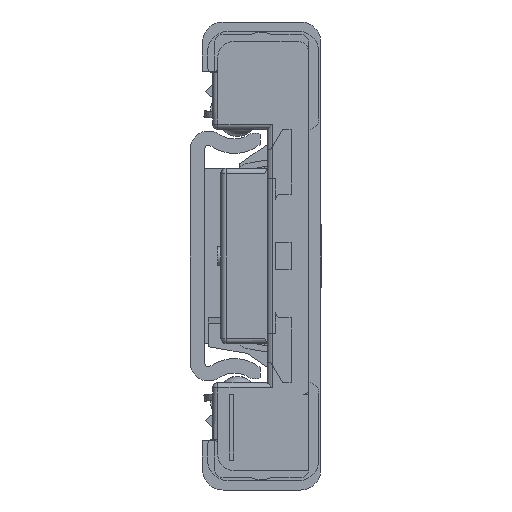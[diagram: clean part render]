
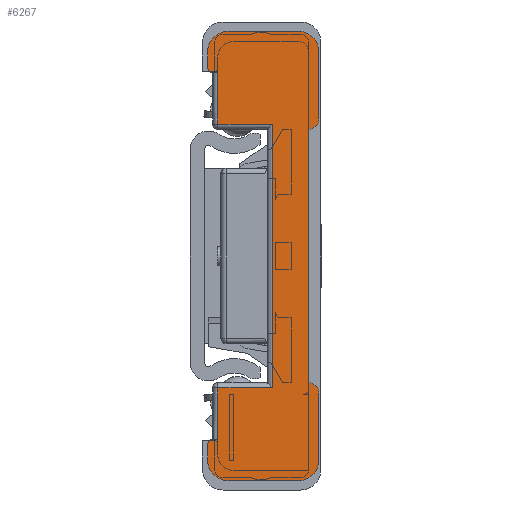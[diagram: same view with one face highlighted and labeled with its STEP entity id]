
A CAD part, front view. The second image highlights one B-rep face of the part: STEP entity #6267.
In plain terms, the highlighted planar face has unit normal (0, -1, 0).
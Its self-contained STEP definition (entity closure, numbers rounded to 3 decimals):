
#3804=DIRECTION('',(1.,0.,0.));
#3805=VECTOR('',#3804,5.5);
#3806=CARTESIAN_POINT('',(-18.3,0.,-4.15));
#3807=LINE('',#3806,#3805);
#3808=DIRECTION('',(1.,0.,0.));
#3809=VECTOR('',#3808,1.5);
#3810=CARTESIAN_POINT('',(-19.8,0.,-5.15));
#3811=LINE('',#3810,#3809);
#3812=CARTESIAN_POINT('',(-19.8,0.,-3.15));
#3813=DIRECTION('',(0.,-1.,0.));
#3814=DIRECTION('',(-1.,0.,0.));
#3815=AXIS2_PLACEMENT_3D('',#3812,#3813,#3814);
#3817=CARTESIAN_POINT('',(-19.8,0.,3.65));
#3818=DIRECTION('',(0.,-1.,0.));
#3819=DIRECTION('',(0.,0.,1.));
#3820=AXIS2_PLACEMENT_3D('',#3817,#3818,#3819);
#3822=DIRECTION('',(-1.,0.,0.));
#3823=VECTOR('',#3822,6.5);
#3824=CARTESIAN_POINT('',(-13.3,0.,5.65));
#3825=LINE('',#3824,#3823);
#3826=CARTESIAN_POINT('',(-13.3,0.,4.65));
#3827=DIRECTION('',(0.,-1.,0.));
#3828=DIRECTION('',(1.,0.,0.));
#3829=AXIS2_PLACEMENT_3D('',#3826,#3827,#3828);
#3831=DIRECTION('',(1.,0.,0.));
#3832=VECTOR('',#3831,24.6);
#3833=CARTESIAN_POINT('',(-12.3,0.,4.65));
#3834=LINE('',#3833,#3832);
#3835=CARTESIAN_POINT('',(13.3,0.,4.65));
#3836=DIRECTION('',(0.,-1.,0.));
#3837=DIRECTION('',(0.,0.,1.));
#3838=AXIS2_PLACEMENT_3D('',#3835,#3836,#3837);
#3840=DIRECTION('',(-1.,0.,0.));
#3841=VECTOR('',#3840,6.5);
#3842=CARTESIAN_POINT('',(19.8,0.,5.65));
#3843=LINE('',#3842,#3841);
#3844=CARTESIAN_POINT('',(19.8,0.,3.65));
#3845=DIRECTION('',(0.,-1.,0.));
#3846=DIRECTION('',(1.,0.,0.));
#3847=AXIS2_PLACEMENT_3D('',#3844,#3845,#3846);
#3849=CARTESIAN_POINT('',(19.8,0.,-3.15));
#3850=DIRECTION('',(0.,-1.,0.));
#3851=DIRECTION('',(0.,0.,-1.));
#3852=AXIS2_PLACEMENT_3D('',#3849,#3850,#3851);
#3854=DIRECTION('',(1.,0.,0.));
#3855=VECTOR('',#3854,1.5);
#3856=CARTESIAN_POINT('',(18.3,0.,-5.15));
#3857=LINE('',#3856,#3855);
#3858=DIRECTION('',(1.,0.,0.));
#3859=VECTOR('',#3858,5.5);
#3860=CARTESIAN_POINT('',(12.8,0.,-4.15));
#3861=LINE('',#3860,#3859);
#3862=DIRECTION('',(0.,0.,-1.));
#3863=VECTOR('',#3862,5.3);
#3864=CARTESIAN_POINT('',(12.8,0.,1.15));
#3865=LINE('',#3864,#3863);
#3866=DIRECTION('',(-1.,0.,0.));
#3867=VECTOR('',#3866,25.6);
#3868=CARTESIAN_POINT('',(12.8,0.,1.15));
#3869=LINE('',#3868,#3867);
#3870=DIRECTION('',(0.,0.,1.));
#3871=VECTOR('',#3870,5.3);
#3872=CARTESIAN_POINT('',(-12.8,0.,-4.15));
#3873=LINE('',#3872,#3871);
#3992=CARTESIAN_POINT('',(18.3,0.,-4.65));
#3993=DIRECTION('',(0.,-1.,0.));
#3994=DIRECTION('',(0.,0.,1.));
#3995=AXIS2_PLACEMENT_3D('',#3992,#3993,#3994);
#5049=CARTESIAN_POINT('',(-18.3,0.,-4.65));
#5050=DIRECTION('',(0.,-1.,0.));
#5051=DIRECTION('',(0.,0.,-1.));
#5052=AXIS2_PLACEMENT_3D('',#5049,#5050,#5051);
#5074=DIRECTION('',(0.,0.,-1.));
#5075=VECTOR('',#5074,6.8);
#5076=CARTESIAN_POINT('',(-21.8,0.,3.65));
#5077=LINE('',#5076,#5075);
#5660=DIRECTION('',(0.,0.,1.));
#5661=VECTOR('',#5660,6.8);
#5662=CARTESIAN_POINT('',(21.8,0.,-3.15));
#5663=LINE('',#5662,#5661);
#5950=CARTESIAN_POINT('',(19.8,0.,-5.15));
#5951=VERTEX_POINT('',#5950);
#5952=CARTESIAN_POINT('',(21.8,0.,-3.15));
#5953=VERTEX_POINT('',#5952);
#5958=CARTESIAN_POINT('',(-21.8,0.,-3.15));
#5959=VERTEX_POINT('',#5958);
#5960=CARTESIAN_POINT('',(-19.8,0.,-5.15));
#5961=VERTEX_POINT('',#5960);
#5966=CARTESIAN_POINT('',(-19.8,0.,5.65));
#5967=VERTEX_POINT('',#5966);
#5968=CARTESIAN_POINT('',(-21.8,0.,3.65));
#5969=VERTEX_POINT('',#5968);
#5974=CARTESIAN_POINT('',(21.8,0.,3.65));
#5975=VERTEX_POINT('',#5974);
#5976=CARTESIAN_POINT('',(19.8,0.,5.65));
#5977=VERTEX_POINT('',#5976);
#5982=CARTESIAN_POINT('',(13.3,0.,5.65));
#5983=VERTEX_POINT('',#5982);
#5984=CARTESIAN_POINT('',(12.3,0.,4.65));
#5985=VERTEX_POINT('',#5984);
#5990=CARTESIAN_POINT('',(-12.3,0.,4.65));
#5991=VERTEX_POINT('',#5990);
#5992=CARTESIAN_POINT('',(-13.3,0.,5.65));
#5993=VERTEX_POINT('',#5992);
#5998=CARTESIAN_POINT('',(-18.3,0.,-5.15));
#5999=VERTEX_POINT('',#5998);
#6004=CARTESIAN_POINT('',(18.3,0.,-5.15));
#6005=VERTEX_POINT('',#6004);
#6080=CARTESIAN_POINT('',(-18.3,0.,-4.15));
#6081=CARTESIAN_POINT('',(-12.8,0.,-4.15));
#6082=VERTEX_POINT('',#6080);
#6083=VERTEX_POINT('',#6081);
#6092=CARTESIAN_POINT('',(-12.8,0.,1.15));
#6093=VERTEX_POINT('',#6092);
#6094=CARTESIAN_POINT('',(12.8,0.,1.15));
#6095=VERTEX_POINT('',#6094);
#6102=CARTESIAN_POINT('',(12.8,0.,-4.15));
#6103=CARTESIAN_POINT('',(18.3,0.,-4.15));
#6104=VERTEX_POINT('',#6102);
#6105=VERTEX_POINT('',#6103);
#6220=CARTESIAN_POINT('',(0.,0.,0.));
#6221=DIRECTION('',(0.,1.,0.));
#6222=DIRECTION('',(1.,0.,0.));
#6223=AXIS2_PLACEMENT_3D('',#6220,#6221,#6222);
#6224=PLANE('',#6223);
#6226=ORIENTED_EDGE('',*,*,#6225,.F.);
#6228=ORIENTED_EDGE('',*,*,#6227,.F.);
#6230=ORIENTED_EDGE('',*,*,#6229,.F.);
#6232=ORIENTED_EDGE('',*,*,#6231,.F.);
#6234=ORIENTED_EDGE('',*,*,#6233,.F.);
#6236=ORIENTED_EDGE('',*,*,#6235,.F.);
#6238=ORIENTED_EDGE('',*,*,#6237,.F.);
#6240=ORIENTED_EDGE('',*,*,#6239,.F.);
#6242=ORIENTED_EDGE('',*,*,#6241,.T.);
#6244=ORIENTED_EDGE('',*,*,#6243,.F.);
#6246=ORIENTED_EDGE('',*,*,#6245,.F.);
#6248=ORIENTED_EDGE('',*,*,#6247,.F.);
#6250=ORIENTED_EDGE('',*,*,#6249,.F.);
#6252=ORIENTED_EDGE('',*,*,#6251,.F.);
#6254=ORIENTED_EDGE('',*,*,#6253,.F.);
#6256=ORIENTED_EDGE('',*,*,#6255,.F.);
#6258=ORIENTED_EDGE('',*,*,#6257,.F.);
#6260=ORIENTED_EDGE('',*,*,#6259,.F.);
#6262=ORIENTED_EDGE('',*,*,#6261,.T.);
#6264=ORIENTED_EDGE('',*,*,#6263,.F.);
#6265=EDGE_LOOP('',(#6226,#6228,#6230,#6232,#6234,#6236,#6238,#6240,#6242,#6244,
#6246,#6248,#6250,#6252,#6254,#6256,#6258,#6260,#6262,#6264));
#6266=FACE_OUTER_BOUND('',#6265,.F.);
#6267=ADVANCED_FACE('',(#6266),#6224,.F.);
#3816=CIRCLE('',#3815,2.);
#3821=CIRCLE('',#3820,2.);
#3830=CIRCLE('',#3829,1.);
#3839=CIRCLE('',#3838,1.);
#3848=CIRCLE('',#3847,2.);
#3853=CIRCLE('',#3852,2.);
#3996=CIRCLE('',#3995,0.5);
#5053=CIRCLE('',#5052,0.5);
#6225=EDGE_CURVE('',#6082,#6083,#3807,.T.);
#6227=EDGE_CURVE('',#5999,#6082,#5053,.T.);
#6229=EDGE_CURVE('',#5961,#5999,#3811,.T.);
#6231=EDGE_CURVE('',#5959,#5961,#3816,.T.);
#6233=EDGE_CURVE('',#5969,#5959,#5077,.T.);
#6235=EDGE_CURVE('',#5967,#5969,#3821,.T.);
#6237=EDGE_CURVE('',#5993,#5967,#3825,.T.);
#6239=EDGE_CURVE('',#5991,#5993,#3830,.T.);
#6241=EDGE_CURVE('',#5991,#5985,#3834,.T.);
#6243=EDGE_CURVE('',#5983,#5985,#3839,.T.);
#6245=EDGE_CURVE('',#5977,#5983,#3843,.T.);
#6247=EDGE_CURVE('',#5975,#5977,#3848,.T.);
#6249=EDGE_CURVE('',#5953,#5975,#5663,.T.);
#6251=EDGE_CURVE('',#5951,#5953,#3853,.T.);
#6253=EDGE_CURVE('',#6005,#5951,#3857,.T.);
#6255=EDGE_CURVE('',#6105,#6005,#3996,.T.);
#6257=EDGE_CURVE('',#6104,#6105,#3861,.T.);
#6259=EDGE_CURVE('',#6095,#6104,#3865,.T.);
#6261=EDGE_CURVE('',#6095,#6093,#3869,.T.);
#6263=EDGE_CURVE('',#6083,#6093,#3873,.T.);
